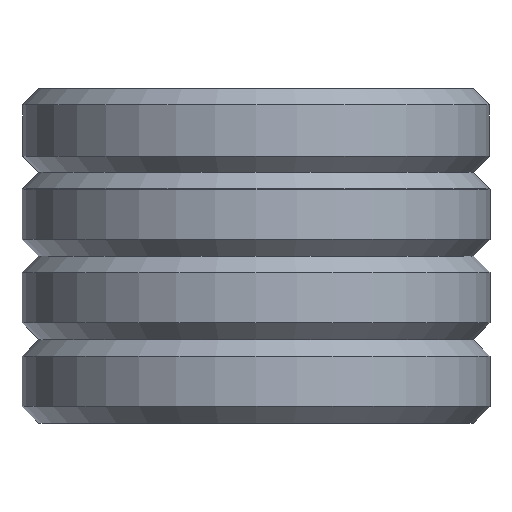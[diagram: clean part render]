
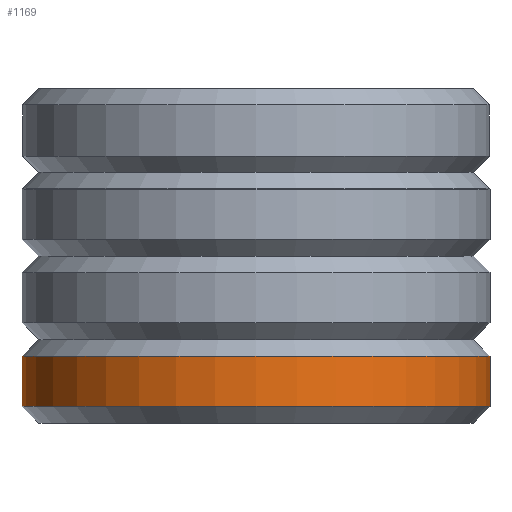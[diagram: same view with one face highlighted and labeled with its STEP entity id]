
A CAD part, front view. The second image highlights one B-rep face of the part: STEP entity #1169.
In plain terms, the highlighted cylindrical face has radius 7 mm (diameter 14 mm), a partial arc.
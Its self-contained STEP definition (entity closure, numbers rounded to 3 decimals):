
#26 = DIRECTION ( 'NONE',  ( 0., 0., -1. ) ) ;
#87 = EDGE_CURVE ( 'NONE', #1714, #1019, #138, .T. ) ;
#138 = LINE ( 'NONE', #1157, #1273 ) ;
#243 = DIRECTION ( 'NONE',  ( 0., 0., -1. ) ) ;
#351 = AXIS2_PLACEMENT_3D ( 'NONE', #753, #631, #1346 ) ;
#481 = ORIENTED_EDGE ( 'NONE', *, *, #87, .F. ) ;
#505 = EDGE_CURVE ( 'NONE', #1840, #1019, #1000, .T. ) ;
#513 = CIRCLE ( 'NONE', #1567, 7. ) ;
#539 = DIRECTION ( 'NONE',  ( -1., 0., 0. ) ) ;
#631 = DIRECTION ( 'NONE',  ( 0., 0., 1. ) ) ;
#639 = VECTOR ( 'NONE', #243, 1000. ) ;
#650 = CARTESIAN_POINT ( 'NONE',  ( 7., 0., 2. ) ) ;
#679 = CYLINDRICAL_SURFACE ( 'NONE', #1136, 7. ) ;
#682 = CARTESIAN_POINT ( 'NONE',  ( 0., 0., 10. ) ) ;
#722 = ORIENTED_EDGE ( 'NONE', *, *, #756, .T. ) ;
#753 = CARTESIAN_POINT ( 'NONE',  ( 0., 0., 0.5 ) ) ;
#756 = EDGE_CURVE ( 'NONE', #1578, #1840, #1768, .T. ) ;
#790 = CARTESIAN_POINT ( 'NONE',  ( 7., 0., 0.5 ) ) ;
#848 = DIRECTION ( 'NONE',  ( 0., 0., -1. ) ) ;
#902 = CARTESIAN_POINT ( 'NONE',  ( 0., 0., 2. ) ) ;
#1000 = CIRCLE ( 'NONE', #351, 7. ) ;
#1019 = VERTEX_POINT ( 'NONE', #790 ) ;
#1041 = DIRECTION ( 'NONE',  ( -1., 0., 0. ) ) ;
#1119 = CARTESIAN_POINT ( 'NONE',  ( -7., 0., 10. ) ) ;
#1136 = AXIS2_PLACEMENT_3D ( 'NONE', #682, #1720, #539 ) ;
#1157 = CARTESIAN_POINT ( 'NONE',  ( 7., 0., 10. ) ) ;
#1169 = ADVANCED_FACE ( 'NONE', ( #1865 ), #679, .T. ) ;
#1273 = VECTOR ( 'NONE', #848, 1000. ) ;
#1346 = DIRECTION ( 'NONE',  ( 1., 0., 0. ) ) ;
#1474 = ORIENTED_EDGE ( 'NONE', *, *, #505, .T. ) ;
#1556 = EDGE_LOOP ( 'NONE', ( #481, #1617, #722, #1474 ) ) ;
#1567 = AXIS2_PLACEMENT_3D ( 'NONE', #902, #26, #1041 ) ;
#1578 = VERTEX_POINT ( 'NONE', #1783 ) ;
#1617 = ORIENTED_EDGE ( 'NONE', *, *, #1800, .T. ) ;
#1651 = CARTESIAN_POINT ( 'NONE',  ( -7., 0., 0.5 ) ) ;
#1714 = VERTEX_POINT ( 'NONE', #650 ) ;
#1720 = DIRECTION ( 'NONE',  ( 0., 0., -1. ) ) ;
#1768 = LINE ( 'NONE', #1119, #639 ) ;
#1783 = CARTESIAN_POINT ( 'NONE',  ( -7., 0., 2. ) ) ;
#1800 = EDGE_CURVE ( 'NONE', #1714, #1578, #513, .T. ) ;
#1840 = VERTEX_POINT ( 'NONE', #1651 ) ;
#1865 = FACE_OUTER_BOUND ( 'NONE', #1556, .T. ) ;
